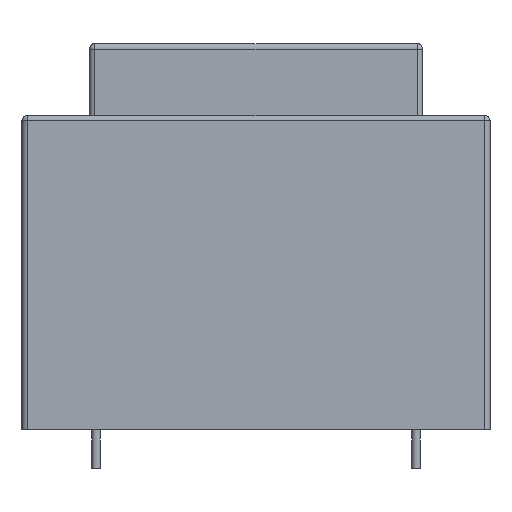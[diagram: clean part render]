
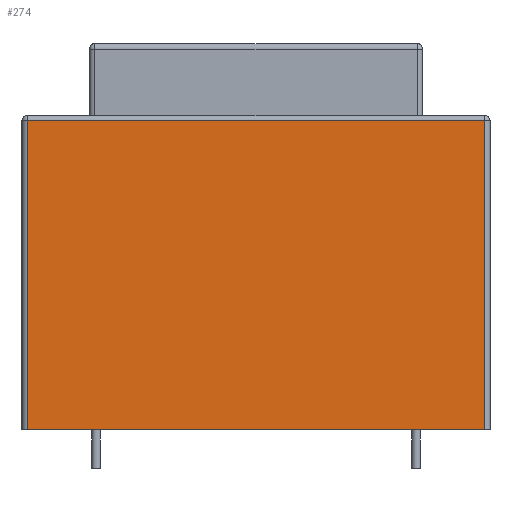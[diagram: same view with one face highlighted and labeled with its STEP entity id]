
A CAD part, front view. The second image highlights one B-rep face of the part: STEP entity #274.
In plain terms, the highlighted planar face has unit normal (0, -1, 0).
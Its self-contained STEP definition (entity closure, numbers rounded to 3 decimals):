
#108 = VERTEX_POINT('',#109);
#109 = CARTESIAN_POINT('',(35.2,-12.6,0.));
#116 = EDGE_CURVE('',#108,#117,#119,.T.);
#117 = VERTEX_POINT('',#118);
#118 = CARTESIAN_POINT('',(-6.2,-12.6,0.));
#119 = LINE('',#120,#121);
#120 = CARTESIAN_POINT('',(35.7,-12.6,0.));
#121 = VECTOR('',#122,1.);
#122 = DIRECTION('',(-1.,0.,0.));
#229 = EDGE_CURVE('',#117,#230,#232,.T.);
#230 = VERTEX_POINT('',#231);
#231 = CARTESIAN_POINT('',(-6.2,-12.6,28.));
#232 = LINE('',#233,#234);
#233 = CARTESIAN_POINT('',(-6.2,-12.6,0.));
#234 = VECTOR('',#235,1.);
#235 = DIRECTION('',(0.,0.,1.));
#274 = ADVANCED_FACE('',(#275),#293,.T.);
#275 = FACE_BOUND('',#276,.T.);
#276 = EDGE_LOOP('',(#277,#278,#286,#292));
#277 = ORIENTED_EDGE('',*,*,#116,.F.);
#278 = ORIENTED_EDGE('',*,*,#279,.T.);
#279 = EDGE_CURVE('',#108,#280,#282,.T.);
#280 = VERTEX_POINT('',#281);
#281 = CARTESIAN_POINT('',(35.2,-12.6,28.));
#282 = LINE('',#283,#284);
#283 = CARTESIAN_POINT('',(35.2,-12.6,0.));
#284 = VECTOR('',#285,1.);
#285 = DIRECTION('',(0.,0.,1.));
#286 = ORIENTED_EDGE('',*,*,#287,.T.);
#287 = EDGE_CURVE('',#280,#230,#288,.T.);
#288 = LINE('',#289,#290);
#289 = CARTESIAN_POINT('',(35.7,-12.6,28.));
#290 = VECTOR('',#291,1.);
#291 = DIRECTION('',(-1.,0.,0.));
#292 = ORIENTED_EDGE('',*,*,#229,.F.);
#293 = PLANE('',#294);
#294 = AXIS2_PLACEMENT_3D('',#295,#296,#297);
#295 = CARTESIAN_POINT('',(35.7,-12.6,0.));
#296 = DIRECTION('',(0.,-1.,0.));
#297 = DIRECTION('',(-1.,0.,0.));
